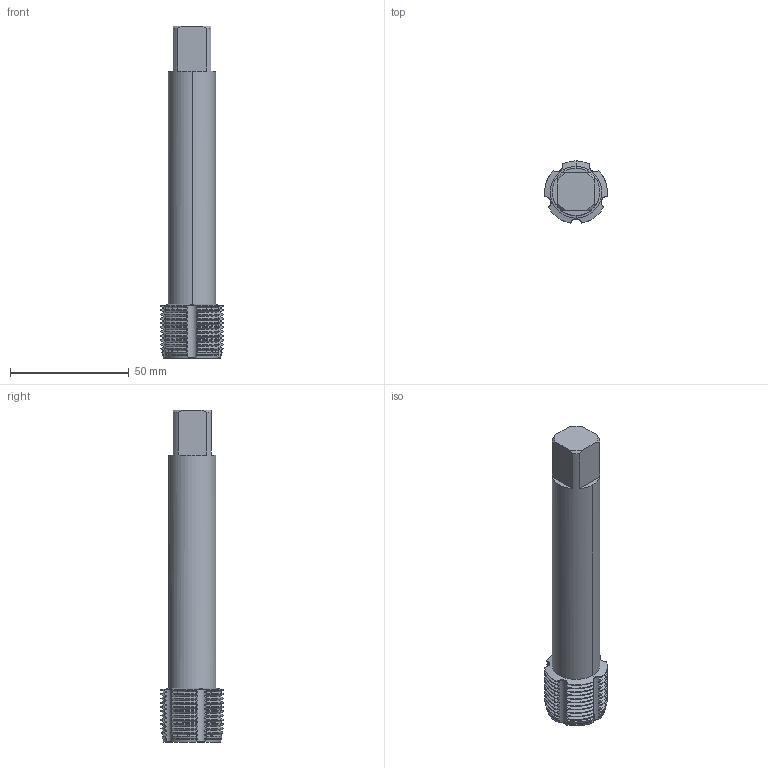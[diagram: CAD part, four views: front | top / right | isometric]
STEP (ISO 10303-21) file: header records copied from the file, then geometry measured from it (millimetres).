
FILE_DESCRIPTION(('no description'),'unknown implementation level');
FILE_NAME('solidohJd6RsrgSdUgkk05Zp1iNY7v2g_1.STP',' ',('CIM GmbH Aachen'),('CADClick - KiM GmbH - www.kimweb.de'),'unknown preprocess','ACIS','unknown authorization');
FILE_SCHEMA(('automotive_design'));
Length unit declared in the file: millimetre
Products named in the file (2): 1; 2
Bounding box: 26.44 x 26.23 x 140 mm (x, y, z)
Volume: 46413 mm3; surface area: 14408.7 mm2
Topology: 2 solids, 2 shells, 386 faces, 1096 edges, 714 vertices
Faces by surface type: cone 196, cylinder 168, plane 17, revolution 5
Entity records: 36516 total; most frequent: CARTESIAN_POINT 14514, STYLED_ITEM 2198, PRESENTATION_STYLE_ASSIGNMENT 2198, COLOUR_RGB 2198, ORIENTED_EDGE 2192, DIRECTION 1997, EDGE_CURVE 1096, CURVE_STYLE 1096
